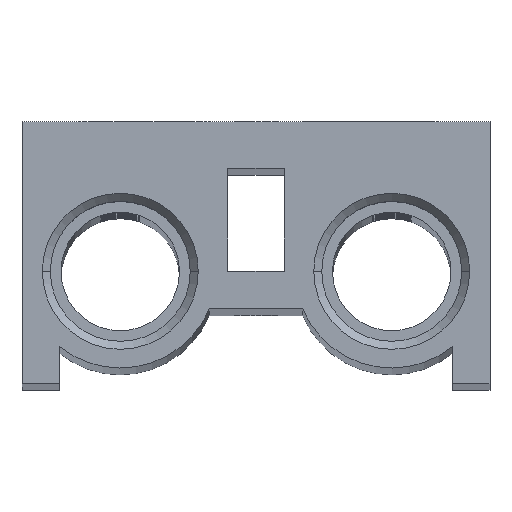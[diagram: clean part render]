
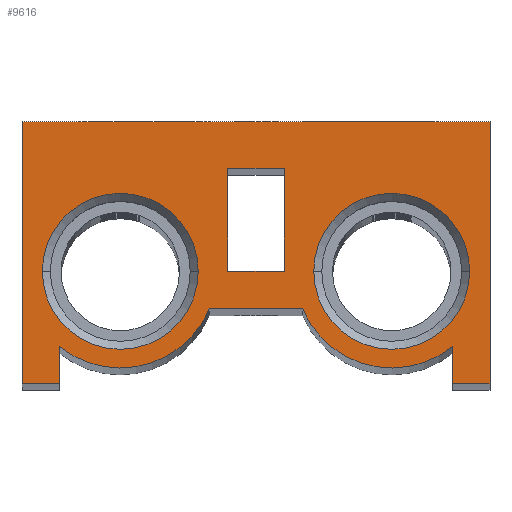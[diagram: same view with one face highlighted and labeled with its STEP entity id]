
A CAD part, top view. The second image highlights one B-rep face of the part: STEP entity #9616.
In plain terms, the highlighted planar face has unit normal (0, 0, 1).
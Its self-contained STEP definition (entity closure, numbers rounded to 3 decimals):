
#59 = ORIENTED_EDGE ( 'NONE', *, *, #2414, .T. ) ;
#128 = AXIS2_PLACEMENT_3D ( 'NONE', #3544, #9834, #2133 ) ;
#135 = VERTEX_POINT ( 'NONE', #912 ) ;
#262 = ORIENTED_EDGE ( 'NONE', *, *, #4261, .F. ) ;
#343 = EDGE_CURVE ( 'NONE', #5905, #8288, #5375, .T. ) ;
#351 = LINE ( 'NONE', #6825, #3663 ) ;
#421 = ORIENTED_EDGE ( 'NONE', *, *, #2802, .T. ) ;
#500 = EDGE_CURVE ( 'NONE', #5215, #9318, #6210, .T. ) ;
#501 = CARTESIAN_POINT ( 'NONE',  ( -3., 12., 418. ) ) ;
#508 = CARTESIAN_POINT ( 'NONE',  ( 21., 0., 418. ) ) ;
#642 = CARTESIAN_POINT ( 'NONE',  ( 25., 28., 418. ) ) ;
#664 = DIRECTION ( 'NONE',  ( 0., 0., -1. ) ) ;
#687 = VERTEX_POINT ( 'NONE', #508 ) ;
#746 = DIRECTION ( 'NONE',  ( -1., 0., 0. ) ) ;
#767 = CARTESIAN_POINT ( 'NONE',  ( 3., 23., 418. ) ) ;
#852 = CARTESIAN_POINT ( 'NONE',  ( -25., 28., 418. ) ) ;
#854 = VECTOR ( 'NONE', #6876, 1000. ) ;
#912 = CARTESIAN_POINT ( 'NONE',  ( -4.975, 8., 418. ) ) ;
#1084 = EDGE_CURVE ( 'NONE', #8407, #8798, #1380, .T. ) ;
#1241 = ORIENTED_EDGE ( 'NONE', *, *, #343, .T. ) ;
#1296 = DIRECTION ( 'NONE',  ( 0., 0., 1. ) ) ;
#1380 = LINE ( 'NONE', #8304, #6719 ) ;
#1472 = DIRECTION ( 'NONE',  ( -1., 0., 0. ) ) ;
#1512 = ORIENTED_EDGE ( 'NONE', *, *, #6336, .F. ) ;
#1781 = CIRCLE ( 'NONE', #6366, 8.331 ) ;
#1937 = EDGE_CURVE ( 'NONE', #6785, #10117, #9572, .T. ) ;
#1970 = CARTESIAN_POINT ( 'NONE',  ( 21., 0., 418. ) ) ;
#2040 = CARTESIAN_POINT ( 'NONE',  ( -14.5, 12., 418. ) ) ;
#2056 = CARTESIAN_POINT ( 'NONE',  ( 25., 0., 418. ) ) ;
#2133 = DIRECTION ( 'NONE',  ( -1., 0., 0. ) ) ;
#2216 = EDGE_CURVE ( 'NONE', #10117, #687, #4924, .T. ) ;
#2220 = EDGE_LOOP ( 'NONE', ( #4191, #8657 ) ) ;
#2231 = DIRECTION ( 'NONE',  ( 0., -1., 0. ) ) ;
#2235 = ORIENTED_EDGE ( 'NONE', *, *, #3232, .F. ) ;
#2267 = EDGE_CURVE ( 'NONE', #135, #6785, #5180, .T. ) ;
#2414 = EDGE_CURVE ( 'NONE', #9318, #135, #6773, .T. ) ;
#2422 = DIRECTION ( 'NONE',  ( 1., 0., 0. ) ) ;
#2423 = VECTOR ( 'NONE', #746, 1000. ) ;
#2506 = DIRECTION ( 'NONE',  ( 0., 1., 0. ) ) ;
#2522 = AXIS2_PLACEMENT_3D ( 'NONE', #10029, #1296, #5140 ) ;
#2529 = CARTESIAN_POINT ( 'NONE',  ( 25., 0., 418. ) ) ;
#2726 = VECTOR ( 'NONE', #2231, 1000. ) ;
#2764 = ORIENTED_EDGE ( 'NONE', *, *, #500, .T. ) ;
#2802 = EDGE_CURVE ( 'NONE', #8952, #9611, #3623, .T. ) ;
#2817 = CIRCLE ( 'NONE', #7752, 8.331 ) ;
#3017 = VECTOR ( 'NONE', #2506, 1000. ) ;
#3134 = VECTOR ( 'NONE', #5179, 1000. ) ;
#3232 = EDGE_CURVE ( 'NONE', #7140, #6284, #8159, .T. ) ;
#3261 = LINE ( 'NONE', #1970, #5213 ) ;
#3315 = FACE_BOUND ( 'NONE', #3353, .T. ) ;
#3353 = EDGE_LOOP ( 'NONE', ( #1241, #4212 ) ) ;
#3534 = VERTEX_POINT ( 'NONE', #7516 ) ;
#3539 = LINE ( 'NONE', #9937, #2726 ) ;
#3544 = CARTESIAN_POINT ( 'NONE',  ( 14.5, 12., 418. ) ) ;
#3623 = LINE ( 'NONE', #2056, #3134 ) ;
#3662 = EDGE_CURVE ( 'NONE', #8288, #5905, #2817, .T. ) ;
#3663 = VECTOR ( 'NONE', #7247, 1000. ) ;
#3693 = CARTESIAN_POINT ( 'NONE',  ( -25., 0., 418. ) ) ;
#3758 = ORIENTED_EDGE ( 'NONE', *, *, #7229, .F. ) ;
#3877 = EDGE_LOOP ( 'NONE', ( #3758, #262, #2235, #1512 ) ) ;
#3944 = VERTEX_POINT ( 'NONE', #4268 ) ;
#3995 = AXIS2_PLACEMENT_3D ( 'NONE', #4574, #10125, #2422 ) ;
#4042 = FACE_BOUND ( 'NONE', #2220, .T. ) ;
#4191 = ORIENTED_EDGE ( 'NONE', *, *, #6695, .T. ) ;
#4212 = ORIENTED_EDGE ( 'NONE', *, *, #3662, .T. ) ;
#4241 = EDGE_CURVE ( 'NONE', #8798, #5215, #5802, .T. ) ;
#4261 = EDGE_CURVE ( 'NONE', #6284, #3534, #351, .T. ) ;
#4268 = CARTESIAN_POINT ( 'NONE',  ( -22.831, 12., 418. ) ) ;
#4425 = CARTESIAN_POINT ( 'NONE',  ( 21., 3.97, 418. ) ) ;
#4478 = VECTOR ( 'NONE', #9703, 1000. ) ;
#4574 = CARTESIAN_POINT ( 'NONE',  ( -14.5, 12., 418. ) ) ;
#4617 = CARTESIAN_POINT ( 'NONE',  ( -21., 0., 418. ) ) ;
#4752 = ORIENTED_EDGE ( 'NONE', *, *, #1084, .T. ) ;
#4859 = DIRECTION ( 'NONE',  ( 1., 0., 0. ) ) ;
#4882 = DIRECTION ( 'NONE',  ( 1., 0., 0. ) ) ;
#4924 = LINE ( 'NONE', #8120, #4478 ) ;
#4927 = CARTESIAN_POINT ( 'NONE',  ( -25., 0., 418. ) ) ;
#4966 = VECTOR ( 'NONE', #7330, 1000. ) ;
#5030 = AXIS2_PLACEMENT_3D ( 'NONE', #5223, #664, #6002 ) ;
#5064 = CARTESIAN_POINT ( 'NONE',  ( 3., 12., 418. ) ) ;
#5127 = AXIS2_PLACEMENT_3D ( 'NONE', #5689, #6358, #4859 ) ;
#5140 = DIRECTION ( 'NONE',  ( 1., 0., 0. ) ) ;
#5141 = CARTESIAN_POINT ( 'NONE',  ( -21., 0., 418. ) ) ;
#5150 = DIRECTION ( 'NONE',  ( 1., 0., 0. ) ) ;
#5163 = DIRECTION ( 'NONE',  ( -1., 0., 0. ) ) ;
#5179 = DIRECTION ( 'NONE',  ( 0., 1., 0. ) ) ;
#5180 = LINE ( 'NONE', #7436, #9410 ) ;
#5213 = VECTOR ( 'NONE', #5150, 1000. ) ;
#5215 = VERTEX_POINT ( 'NONE', #5141 ) ;
#5223 = CARTESIAN_POINT ( 'NONE',  ( -14.5, 12., 418. ) ) ;
#5283 = CARTESIAN_POINT ( 'NONE',  ( -3., 12., 418. ) ) ;
#5375 = CIRCLE ( 'NONE', #128, 8.331 ) ;
#5689 = CARTESIAN_POINT ( 'NONE',  ( -14.5, 12., 418. ) ) ;
#5792 = CARTESIAN_POINT ( 'NONE',  ( 22.831, 12., 418. ) ) ;
#5802 = LINE ( 'NONE', #4927, #9915 ) ;
#5905 = VERTEX_POINT ( 'NONE', #5792 ) ;
#5994 = CARTESIAN_POINT ( 'NONE',  ( 4.975, 8., 418. ) ) ;
#6002 = DIRECTION ( 'NONE',  ( -1., 0., 0. ) ) ;
#6032 = CARTESIAN_POINT ( 'NONE',  ( 3., 12., 418. ) ) ;
#6146 = ORIENTED_EDGE ( 'NONE', *, *, #4241, .T. ) ;
#6188 = DIRECTION ( 'NONE',  ( 0., 0., -1. ) ) ;
#6210 = LINE ( 'NONE', #4617, #3017 ) ;
#6284 = VERTEX_POINT ( 'NONE', #767 ) ;
#6336 = EDGE_CURVE ( 'NONE', #9110, #7140, #6715, .T. ) ;
#6358 = DIRECTION ( 'NONE',  ( 0., 0., 1. ) ) ;
#6366 = AXIS2_PLACEMENT_3D ( 'NONE', #2040, #10002, #5163 ) ;
#6386 = EDGE_CURVE ( 'NONE', #3944, #9972, #7665, .T. ) ;
#6695 = EDGE_CURVE ( 'NONE', #9972, #3944, #1781, .T. ) ;
#6715 = LINE ( 'NONE', #501, #854 ) ;
#6719 = VECTOR ( 'NONE', #6820, 1000. ) ;
#6773 = CIRCLE ( 'NONE', #3995, 10.331 ) ;
#6785 = VERTEX_POINT ( 'NONE', #5994 ) ;
#6820 = DIRECTION ( 'NONE',  ( 0., -1., 0. ) ) ;
#6825 = CARTESIAN_POINT ( 'NONE',  ( 3., 23., 418. ) ) ;
#6876 = DIRECTION ( 'NONE',  ( 1., 0., 0. ) ) ;
#6996 = ORIENTED_EDGE ( 'NONE', *, *, #7091, .T. ) ;
#7091 = EDGE_CURVE ( 'NONE', #687, #8952, #3261, .T. ) ;
#7096 = CARTESIAN_POINT ( 'NONE',  ( -21., 3.97, 418. ) ) ;
#7140 = VERTEX_POINT ( 'NONE', #6032 ) ;
#7229 = EDGE_CURVE ( 'NONE', #3534, #9110, #3539, .T. ) ;
#7247 = DIRECTION ( 'NONE',  ( -1., 0., 0. ) ) ;
#7330 = DIRECTION ( 'NONE',  ( 0., 1., 0. ) ) ;
#7340 = EDGE_CURVE ( 'NONE', #9611, #8407, #8449, .T. ) ;
#7402 = ORIENTED_EDGE ( 'NONE', *, *, #2267, .T. ) ;
#7436 = CARTESIAN_POINT ( 'NONE',  ( -4.975, 8., 418. ) ) ;
#7504 = ORIENTED_EDGE ( 'NONE', *, *, #7340, .T. ) ;
#7516 = CARTESIAN_POINT ( 'NONE',  ( -3., 23., 418. ) ) ;
#7665 = CIRCLE ( 'NONE', #5030, 8.331 ) ;
#7728 = CARTESIAN_POINT ( 'NONE',  ( 14.5, 12., 418. ) ) ;
#7752 = AXIS2_PLACEMENT_3D ( 'NONE', #7728, #6188, #1472 ) ;
#7903 = FACE_OUTER_BOUND ( 'NONE', #8608, .T. ) ;
#7954 = PLANE ( 'NONE',  #5127 ) ;
#8120 = CARTESIAN_POINT ( 'NONE',  ( 21., 3.97, 418. ) ) ;
#8159 = LINE ( 'NONE', #5064, #4966 ) ;
#8179 = FACE_BOUND ( 'NONE', #3877, .T. ) ;
#8286 = CARTESIAN_POINT ( 'NONE',  ( -6.169, 12., 418. ) ) ;
#8288 = VERTEX_POINT ( 'NONE', #9883 ) ;
#8304 = CARTESIAN_POINT ( 'NONE',  ( -25., 28., 418. ) ) ;
#8407 = VERTEX_POINT ( 'NONE', #852 ) ;
#8449 = LINE ( 'NONE', #642, #2423 ) ;
#8608 = EDGE_LOOP ( 'NONE', ( #4752, #6146, #2764, #59, #7402, #8679, #9205, #6996, #421, #7504 ) ) ;
#8657 = ORIENTED_EDGE ( 'NONE', *, *, #6386, .T. ) ;
#8679 = ORIENTED_EDGE ( 'NONE', *, *, #1937, .T. ) ;
#8798 = VERTEX_POINT ( 'NONE', #3693 ) ;
#8952 = VERTEX_POINT ( 'NONE', #2529 ) ;
#9029 = DIRECTION ( 'NONE',  ( 1., 0., 0. ) ) ;
#9110 = VERTEX_POINT ( 'NONE', #5283 ) ;
#9205 = ORIENTED_EDGE ( 'NONE', *, *, #2216, .T. ) ;
#9318 = VERTEX_POINT ( 'NONE', #7096 ) ;
#9410 = VECTOR ( 'NONE', #9029, 1000. ) ;
#9549 = CARTESIAN_POINT ( 'NONE',  ( 25., 28., 418. ) ) ;
#9572 = CIRCLE ( 'NONE', #2522, 10.331 ) ;
#9611 = VERTEX_POINT ( 'NONE', #9549 ) ;
#9616 = ADVANCED_FACE ( 'NONE', ( #4042, #8179, #3315, #7903 ), #7954, .T. ) ;
#9703 = DIRECTION ( 'NONE',  ( 0., -1., 0. ) ) ;
#9834 = DIRECTION ( 'NONE',  ( 0., 0., -1. ) ) ;
#9883 = CARTESIAN_POINT ( 'NONE',  ( 6.169, 12., 418. ) ) ;
#9915 = VECTOR ( 'NONE', #4882, 1000. ) ;
#9937 = CARTESIAN_POINT ( 'NONE',  ( -3., 23., 418. ) ) ;
#9972 = VERTEX_POINT ( 'NONE', #8286 ) ;
#10002 = DIRECTION ( 'NONE',  ( 0., 0., -1. ) ) ;
#10029 = CARTESIAN_POINT ( 'NONE',  ( 14.5, 12., 418. ) ) ;
#10117 = VERTEX_POINT ( 'NONE', #4425 ) ;
#10125 = DIRECTION ( 'NONE',  ( 0., 0., 1. ) ) ;
